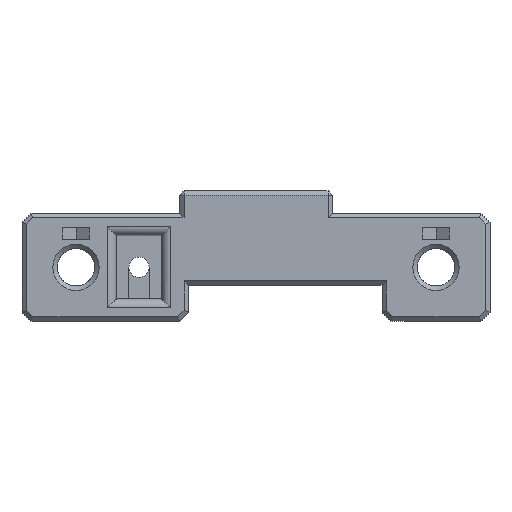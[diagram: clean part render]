
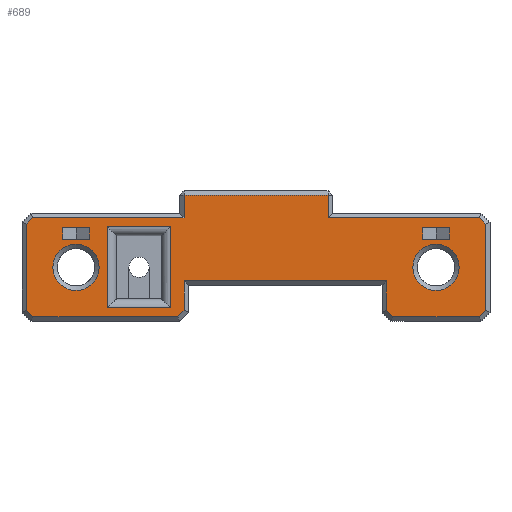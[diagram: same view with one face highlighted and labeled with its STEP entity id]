
A CAD part, left-side view. The second image highlights one B-rep face of the part: STEP entity #689.
In plain terms, the highlighted planar face has unit normal (-1, 0, 0).
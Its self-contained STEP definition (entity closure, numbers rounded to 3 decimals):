
#191 = VERTEX_POINT('',#192);
#192 = CARTESIAN_POINT('',(-44.,49.586,-11.));
#200 = VERTEX_POINT('',#201);
#201 = CARTESIAN_POINT('',(-44.,17.414,-11.));
#207 = EDGE_CURVE('',#191,#200,#208,.T.);
#208 = LINE('',#209,#210);
#209 = CARTESIAN_POINT('',(-44.,50.,-11.));
#210 = VECTOR('',#211,1.);
#211 = DIRECTION('',(0.,-1.,0.));
#641 = VERTEX_POINT('',#642);
#642 = CARTESIAN_POINT('',(-44.,51.,-9.586));
#648 = EDGE_CURVE('',#191,#641,#649,.T.);
#649 = LINE('',#650,#651);
#650 = CARTESIAN_POINT('',(-44.,49.293,-11.293));
#651 = VECTOR('',#652,1.);
#652 = DIRECTION('',(0.,0.707,0.707));
#689 = ADVANCED_FACE('',(#690,#820,#854,#888,#922,#933),#944,.T.);
#690 = FACE_BOUND('',#691,.T.);
#691 = EDGE_LOOP('',(#692,#702,#710,#716,#717,#718,#726,#734,#742,#750,
    #758,#766,#774,#782,#790,#798,#806,#814));
#692 = ORIENTED_EDGE('',*,*,#693,.T.);
#693 = EDGE_CURVE('',#694,#696,#698,.T.);
#694 = VERTEX_POINT('',#695);
#695 = CARTESIAN_POINT('',(-44.,16.,11.));
#696 = VERTEX_POINT('',#697);
#697 = CARTESIAN_POINT('',(-44.,49.586,11.));
#698 = LINE('',#699,#700);
#699 = CARTESIAN_POINT('',(-44.,17.,11.));
#700 = VECTOR('',#701,1.);
#701 = DIRECTION('',(0.,1.,0.));
#702 = ORIENTED_EDGE('',*,*,#703,.T.);
#703 = EDGE_CURVE('',#696,#704,#706,.T.);
#704 = VERTEX_POINT('',#705);
#705 = CARTESIAN_POINT('',(-44.,51.,9.586));
#706 = LINE('',#707,#708);
#707 = CARTESIAN_POINT('',(-44.,49.293,11.293));
#708 = VECTOR('',#709,1.);
#709 = DIRECTION('',(0.,0.707,-0.707));
#710 = ORIENTED_EDGE('',*,*,#711,.T.);
#711 = EDGE_CURVE('',#704,#641,#712,.T.);
#712 = LINE('',#713,#714);
#713 = CARTESIAN_POINT('',(-44.,51.,10.));
#714 = VECTOR('',#715,1.);
#715 = DIRECTION('',(0.,0.,-1.));
#716 = ORIENTED_EDGE('',*,*,#648,.F.);
#717 = ORIENTED_EDGE('',*,*,#207,.T.);
#718 = ORIENTED_EDGE('',*,*,#719,.F.);
#719 = EDGE_CURVE('',#720,#200,#722,.T.);
#720 = VERTEX_POINT('',#721);
#721 = CARTESIAN_POINT('',(-44.,16.,-9.586));
#722 = LINE('',#723,#724);
#723 = CARTESIAN_POINT('',(-44.,15.707,-9.293));
#724 = VECTOR('',#725,1.);
#725 = DIRECTION('',(0.,0.707,-0.707));
#726 = ORIENTED_EDGE('',*,*,#727,.T.);
#727 = EDGE_CURVE('',#720,#728,#730,.T.);
#728 = VERTEX_POINT('',#729);
#729 = CARTESIAN_POINT('',(-44.,16.,-3.));
#730 = LINE('',#731,#732);
#731 = CARTESIAN_POINT('',(-44.,16.,-10.));
#732 = VECTOR('',#733,1.);
#733 = DIRECTION('',(0.,0.,1.));
#734 = ORIENTED_EDGE('',*,*,#735,.T.);
#735 = EDGE_CURVE('',#728,#736,#738,.T.);
#736 = VERTEX_POINT('',#737);
#737 = CARTESIAN_POINT('',(-44.,-29.,-3.));
#738 = LINE('',#739,#740);
#739 = CARTESIAN_POINT('',(-44.,15.,-3.));
#740 = VECTOR('',#741,1.);
#741 = DIRECTION('',(0.,-1.,0.));
#742 = ORIENTED_EDGE('',*,*,#743,.T.);
#743 = EDGE_CURVE('',#736,#744,#746,.T.);
#744 = VERTEX_POINT('',#745);
#745 = CARTESIAN_POINT('',(-44.,-29.,-9.586));
#746 = LINE('',#747,#748);
#747 = CARTESIAN_POINT('',(-44.,-29.,-4.));
#748 = VECTOR('',#749,1.);
#749 = DIRECTION('',(0.,0.,-1.));
#750 = ORIENTED_EDGE('',*,*,#751,.F.);
#751 = EDGE_CURVE('',#752,#744,#754,.T.);
#752 = VERTEX_POINT('',#753);
#753 = CARTESIAN_POINT('',(-44.,-30.414,-11.));
#754 = LINE('',#755,#756);
#755 = CARTESIAN_POINT('',(-44.,-30.707,-11.293));
#756 = VECTOR('',#757,1.);
#757 = DIRECTION('',(0.,0.707,0.707));
#758 = ORIENTED_EDGE('',*,*,#759,.T.);
#759 = EDGE_CURVE('',#752,#760,#762,.T.);
#760 = VERTEX_POINT('',#761);
#761 = CARTESIAN_POINT('',(-44.,-49.586,-11.));
#762 = LINE('',#763,#764);
#763 = CARTESIAN_POINT('',(-44.,-30.,-11.));
#764 = VECTOR('',#765,1.);
#765 = DIRECTION('',(0.,-1.,0.));
#766 = ORIENTED_EDGE('',*,*,#767,.F.);
#767 = EDGE_CURVE('',#768,#760,#770,.T.);
#768 = VERTEX_POINT('',#769);
#769 = CARTESIAN_POINT('',(-44.,-51.,-9.586));
#770 = LINE('',#771,#772);
#771 = CARTESIAN_POINT('',(-44.,-51.293,-9.293));
#772 = VECTOR('',#773,1.);
#773 = DIRECTION('',(0.,0.707,-0.707));
#774 = ORIENTED_EDGE('',*,*,#775,.T.);
#775 = EDGE_CURVE('',#768,#776,#778,.T.);
#776 = VERTEX_POINT('',#777);
#777 = CARTESIAN_POINT('',(-44.,-51.,9.586));
#778 = LINE('',#779,#780);
#779 = CARTESIAN_POINT('',(-44.,-51.,-10.));
#780 = VECTOR('',#781,1.);
#781 = DIRECTION('',(0.,0.,1.));
#782 = ORIENTED_EDGE('',*,*,#783,.F.);
#783 = EDGE_CURVE('',#784,#776,#786,.T.);
#784 = VERTEX_POINT('',#785);
#785 = CARTESIAN_POINT('',(-44.,-49.586,11.));
#786 = LINE('',#787,#788);
#787 = CARTESIAN_POINT('',(-44.,-49.293,11.293));
#788 = VECTOR('',#789,1.);
#789 = DIRECTION('',(0.,-0.707,-0.707));
#790 = ORIENTED_EDGE('',*,*,#791,.T.);
#791 = EDGE_CURVE('',#784,#792,#794,.T.);
#792 = VERTEX_POINT('',#793);
#793 = CARTESIAN_POINT('',(-44.,-16.,11.));
#794 = LINE('',#795,#796);
#795 = CARTESIAN_POINT('',(-44.,-50.,11.));
#796 = VECTOR('',#797,1.);
#797 = DIRECTION('',(0.,1.,0.));
#798 = ORIENTED_EDGE('',*,*,#799,.T.);
#799 = EDGE_CURVE('',#792,#800,#802,.T.);
#800 = VERTEX_POINT('',#801);
#801 = CARTESIAN_POINT('',(-44.,-16.,16.));
#802 = LINE('',#803,#804);
#803 = CARTESIAN_POINT('',(-44.,-16.,12.));
#804 = VECTOR('',#805,1.);
#805 = DIRECTION('',(0.,0.,1.));
#806 = ORIENTED_EDGE('',*,*,#807,.T.);
#807 = EDGE_CURVE('',#800,#808,#810,.T.);
#808 = VERTEX_POINT('',#809);
#809 = CARTESIAN_POINT('',(-44.,16.,16.));
#810 = LINE('',#811,#812);
#811 = CARTESIAN_POINT('',(-44.,-17.,16.));
#812 = VECTOR('',#813,1.);
#813 = DIRECTION('',(0.,1.,0.));
#814 = ORIENTED_EDGE('',*,*,#815,.T.);
#815 = EDGE_CURVE('',#808,#694,#816,.T.);
#816 = LINE('',#817,#818);
#817 = CARTESIAN_POINT('',(-44.,16.,17.));
#818 = VECTOR('',#819,1.);
#819 = DIRECTION('',(0.,0.,-1.));
#820 = FACE_BOUND('',#821,.T.);
#821 = EDGE_LOOP('',(#822,#832,#840,#848));
#822 = ORIENTED_EDGE('',*,*,#823,.T.);
#823 = EDGE_CURVE('',#824,#826,#828,.T.);
#824 = VERTEX_POINT('',#825);
#825 = CARTESIAN_POINT('',(-44.,18.99,-9.));
#826 = VERTEX_POINT('',#827);
#827 = CARTESIAN_POINT('',(-44.,33.01,-9.));
#828 = LINE('',#829,#830);
#829 = CARTESIAN_POINT('',(-44.,20.99,-9.));
#830 = VECTOR('',#831,1.);
#831 = DIRECTION('',(0.,1.,0.));
#832 = ORIENTED_EDGE('',*,*,#833,.T.);
#833 = EDGE_CURVE('',#826,#834,#836,.T.);
#834 = VERTEX_POINT('',#835);
#835 = CARTESIAN_POINT('',(-44.,33.01,9.));
#836 = LINE('',#837,#838);
#837 = CARTESIAN_POINT('',(-44.,33.01,-7.));
#838 = VECTOR('',#839,1.);
#839 = DIRECTION('',(0.,0.,1.));
#840 = ORIENTED_EDGE('',*,*,#841,.T.);
#841 = EDGE_CURVE('',#834,#842,#844,.T.);
#842 = VERTEX_POINT('',#843);
#843 = CARTESIAN_POINT('',(-44.,18.99,9.));
#844 = LINE('',#845,#846);
#845 = CARTESIAN_POINT('',(-44.,31.01,9.));
#846 = VECTOR('',#847,1.);
#847 = DIRECTION('',(0.,-1.,0.));
#848 = ORIENTED_EDGE('',*,*,#849,.T.);
#849 = EDGE_CURVE('',#842,#824,#850,.T.);
#850 = LINE('',#851,#852);
#851 = CARTESIAN_POINT('',(-44.,18.99,7.));
#852 = VECTOR('',#853,1.);
#853 = DIRECTION('',(0.,0.,-1.));
#854 = FACE_BOUND('',#855,.T.);
#855 = EDGE_LOOP('',(#856,#866,#874,#882));
#856 = ORIENTED_EDGE('',*,*,#857,.F.);
#857 = EDGE_CURVE('',#858,#860,#862,.T.);
#858 = VERTEX_POINT('',#859);
#859 = CARTESIAN_POINT('',(-44.,-37.,8.8));
#860 = VERTEX_POINT('',#861);
#861 = CARTESIAN_POINT('',(-44.,-37.,6.2));
#862 = LINE('',#863,#864);
#863 = CARTESIAN_POINT('',(-44.,-37.,5.42));
#864 = VECTOR('',#865,1.);
#865 = DIRECTION('',(0.,0.,-1.));
#866 = ORIENTED_EDGE('',*,*,#867,.F.);
#867 = EDGE_CURVE('',#868,#858,#870,.T.);
#868 = VERTEX_POINT('',#869);
#869 = CARTESIAN_POINT('',(-44.,-43.,8.8));
#870 = LINE('',#871,#872);
#871 = CARTESIAN_POINT('',(-44.,-20.161,8.8));
#872 = VECTOR('',#873,1.);
#873 = DIRECTION('',(0.,1.,0.));
#874 = ORIENTED_EDGE('',*,*,#875,.F.);
#875 = EDGE_CURVE('',#876,#868,#878,.T.);
#876 = VERTEX_POINT('',#877);
#877 = CARTESIAN_POINT('',(-44.,-43.,6.2));
#878 = LINE('',#879,#880);
#879 = CARTESIAN_POINT('',(-44.,-43.,5.42));
#880 = VECTOR('',#881,1.);
#881 = DIRECTION('',(0.,0.,1.));
#882 = ORIENTED_EDGE('',*,*,#883,.T.);
#883 = EDGE_CURVE('',#876,#860,#884,.T.);
#884 = LINE('',#885,#886);
#885 = CARTESIAN_POINT('',(-44.,-20.161,6.2));
#886 = VECTOR('',#887,1.);
#887 = DIRECTION('',(0.,1.,0.));
#888 = FACE_BOUND('',#889,.T.);
#889 = EDGE_LOOP('',(#890,#900,#908,#916));
#890 = ORIENTED_EDGE('',*,*,#891,.F.);
#891 = EDGE_CURVE('',#892,#894,#896,.T.);
#892 = VERTEX_POINT('',#893);
#893 = CARTESIAN_POINT('',(-44.,43.,6.2));
#894 = VERTEX_POINT('',#895);
#895 = CARTESIAN_POINT('',(-44.,37.,6.2));
#896 = LINE('',#897,#898);
#897 = CARTESIAN_POINT('',(-44.,19.839,6.2));
#898 = VECTOR('',#899,1.);
#899 = DIRECTION('',(0.,-1.,0.));
#900 = ORIENTED_EDGE('',*,*,#901,.T.);
#901 = EDGE_CURVE('',#892,#902,#904,.T.);
#902 = VERTEX_POINT('',#903);
#903 = CARTESIAN_POINT('',(-44.,43.,8.8));
#904 = LINE('',#905,#906);
#905 = CARTESIAN_POINT('',(-44.,43.,5.42));
#906 = VECTOR('',#907,1.);
#907 = DIRECTION('',(0.,0.,1.));
#908 = ORIENTED_EDGE('',*,*,#909,.T.);
#909 = EDGE_CURVE('',#902,#910,#912,.T.);
#910 = VERTEX_POINT('',#911);
#911 = CARTESIAN_POINT('',(-44.,37.,8.8));
#912 = LINE('',#913,#914);
#913 = CARTESIAN_POINT('',(-44.,19.839,8.8));
#914 = VECTOR('',#915,1.);
#915 = DIRECTION('',(0.,-1.,0.));
#916 = ORIENTED_EDGE('',*,*,#917,.T.);
#917 = EDGE_CURVE('',#910,#894,#918,.T.);
#918 = LINE('',#919,#920);
#919 = CARTESIAN_POINT('',(-44.,37.,5.42));
#920 = VECTOR('',#921,1.);
#921 = DIRECTION('',(0.,0.,-1.));
#922 = FACE_BOUND('',#923,.T.);
#923 = EDGE_LOOP('',(#924));
#924 = ORIENTED_EDGE('',*,*,#925,.T.);
#925 = EDGE_CURVE('',#926,#926,#928,.T.);
#926 = VERTEX_POINT('',#927);
#927 = CARTESIAN_POINT('',(-44.,-34.85,0.));
#928 = CIRCLE('',#929,5.15);
#929 = AXIS2_PLACEMENT_3D('',#930,#931,#932);
#930 = CARTESIAN_POINT('',(-44.,-40.,0.));
#931 = DIRECTION('',(1.,0.,0.));
#932 = DIRECTION('',(0.,1.,0.));
#933 = FACE_BOUND('',#934,.T.);
#934 = EDGE_LOOP('',(#935));
#935 = ORIENTED_EDGE('',*,*,#936,.T.);
#936 = EDGE_CURVE('',#937,#937,#939,.T.);
#937 = VERTEX_POINT('',#938);
#938 = CARTESIAN_POINT('',(-44.,45.15,0.));
#939 = CIRCLE('',#940,5.15);
#940 = AXIS2_PLACEMENT_3D('',#941,#942,#943);
#941 = CARTESIAN_POINT('',(-44.,40.,0.));
#942 = DIRECTION('',(1.,0.,0.));
#943 = DIRECTION('',(0.,1.,0.));
#944 = PLANE('',#945);
#945 = AXIS2_PLACEMENT_3D('',#946,#947,#948);
#946 = CARTESIAN_POINT('',(-44.,-0.323,2.039));
#947 = DIRECTION('',(-1.,0.,0.));
#948 = DIRECTION('',(0.,-1.,0.));
